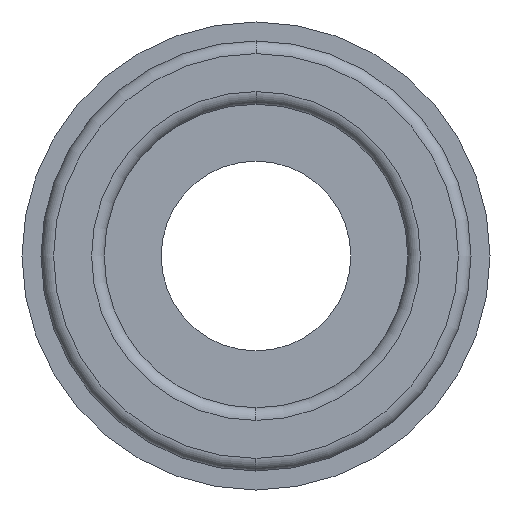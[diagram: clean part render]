
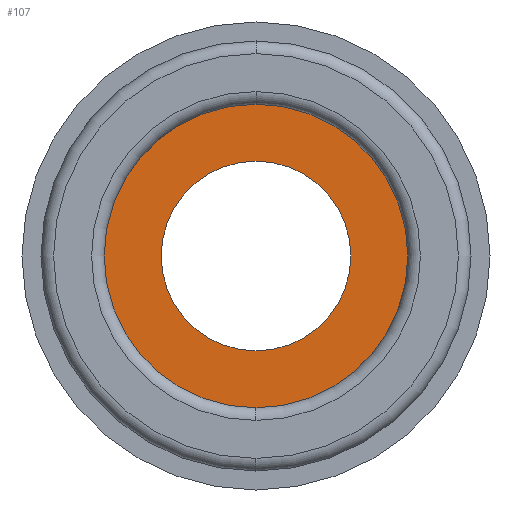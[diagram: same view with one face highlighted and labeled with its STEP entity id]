
A CAD part, front view. The second image highlights one B-rep face of the part: STEP entity #107.
In plain terms, the highlighted planar face has unit normal (0, -1, 0).
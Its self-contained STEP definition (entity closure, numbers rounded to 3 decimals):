
#7 = FACE_BOUND ( 'NONE', #794, .T. ) ;
#33 = AXIS2_PLACEMENT_3D ( 'NONE', #513, #515, #510 ) ;
#46 = CARTESIAN_POINT ( 'NONE',  ( 0., -27.5, 0. ) ) ;
#81 = CIRCLE ( 'NONE', #868, 3.75 ) ;
#85 = FACE_OUTER_BOUND ( 'NONE', #1114, .T. ) ;
#102 = DIRECTION ( 'NONE',  ( 0., 0., -1. ) ) ;
#106 = DIRECTION ( 'NONE',  ( 0., -1., 0. ) ) ;
#107 = ADVANCED_FACE ( 'NONE', ( #7, #85 ), #904, .T. ) ;
#114 = CARTESIAN_POINT ( 'NONE',  ( 0., -27.5, 0. ) ) ;
#129 = VERTEX_POINT ( 'NONE', #1080 ) ;
#178 = CARTESIAN_POINT ( 'NONE',  ( 0., -27.5, -3.75 ) ) ;
#183 = CARTESIAN_POINT ( 'NONE',  ( 0., -27.5, 0. ) ) ;
#215 = CIRCLE ( 'NONE', #296, 6. ) ;
#253 = CIRCLE ( 'NONE', #33, 3.75 ) ;
#256 = EDGE_CURVE ( 'NONE', #1044, #652, #81, .T. ) ;
#275 = EDGE_CURVE ( 'NONE', #536, #129, #215, .T. ) ;
#276 = CARTESIAN_POINT ( 'NONE',  ( 0., -27.5, 3.75 ) ) ;
#296 = AXIS2_PLACEMENT_3D ( 'NONE', #114, #106, #416 ) ;
#360 = DIRECTION ( 'NONE',  ( 0., 0., 1. ) ) ;
#364 = DIRECTION ( 'NONE',  ( 0., -1., 0. ) ) ;
#370 = CARTESIAN_POINT ( 'NONE',  ( 0., -27.5, -6. ) ) ;
#393 = EDGE_CURVE ( 'NONE', #652, #1044, #253, .T. ) ;
#416 = DIRECTION ( 'NONE',  ( 0., 0., 1. ) ) ;
#437 = CIRCLE ( 'NONE', #545, 6. ) ;
#459 = DIRECTION ( 'NONE',  ( 0., 0., 1. ) ) ;
#510 = DIRECTION ( 'NONE',  ( 0., 0., -1. ) ) ;
#513 = CARTESIAN_POINT ( 'NONE',  ( 0., -27.5, 0. ) ) ;
#515 = DIRECTION ( 'NONE',  ( 0., -1., 0. ) ) ;
#536 = VERTEX_POINT ( 'NONE', #370 ) ;
#545 = AXIS2_PLACEMENT_3D ( 'NONE', #183, #364, #360 ) ;
#577 = ORIENTED_EDGE ( 'NONE', *, *, #275, .T. ) ;
#607 = ORIENTED_EDGE ( 'NONE', *, *, #675, .T. ) ;
#619 = CARTESIAN_POINT ( 'NONE',  ( 0., -27.5, 0. ) ) ;
#621 = DIRECTION ( 'NONE',  ( 0., -1., 0. ) ) ;
#652 = VERTEX_POINT ( 'NONE', #178 ) ;
#675 = EDGE_CURVE ( 'NONE', #129, #536, #437, .T. ) ;
#794 = EDGE_LOOP ( 'NONE', ( #1135, #1027 ) ) ;
#868 = AXIS2_PLACEMENT_3D ( 'NONE', #619, #621, #102 ) ;
#902 = DIRECTION ( 'NONE',  ( 0., -1., 0. ) ) ;
#904 = PLANE ( 'NONE',  #1021 ) ;
#1021 = AXIS2_PLACEMENT_3D ( 'NONE', #46, #902, #459 ) ;
#1027 = ORIENTED_EDGE ( 'NONE', *, *, #393, .F. ) ;
#1044 = VERTEX_POINT ( 'NONE', #276 ) ;
#1080 = CARTESIAN_POINT ( 'NONE',  ( 0., -27.5, 6. ) ) ;
#1114 = EDGE_LOOP ( 'NONE', ( #607, #577 ) ) ;
#1135 = ORIENTED_EDGE ( 'NONE', *, *, #256, .F. ) ;
